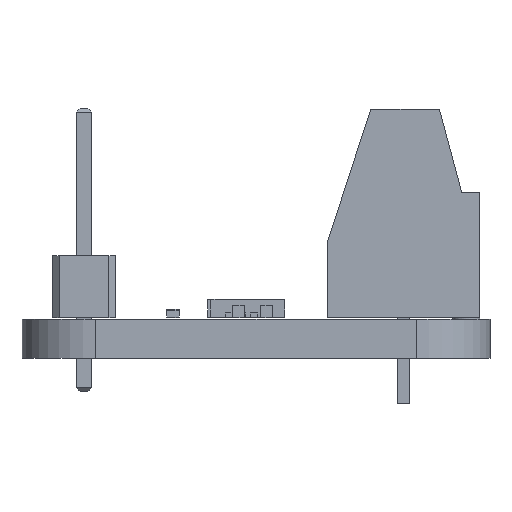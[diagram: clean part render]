
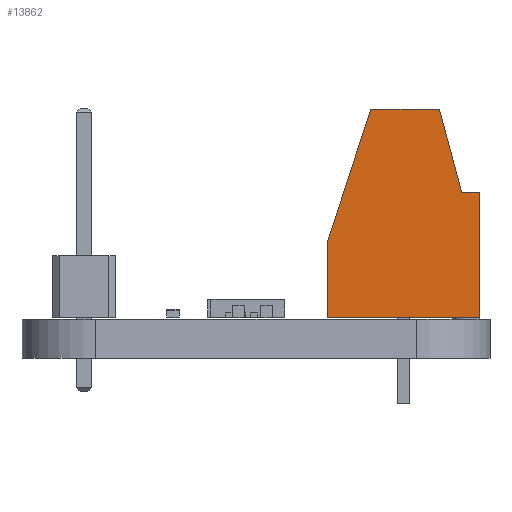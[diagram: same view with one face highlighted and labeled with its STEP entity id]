
A CAD part, front view. The second image highlights one B-rep face of the part: STEP entity #13862.
In plain terms, the highlighted face is planar.
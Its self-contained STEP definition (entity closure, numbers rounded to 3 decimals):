
#13153 = VERTEX_POINT('',#13154);
#13154 = CARTESIAN_POINT('',(-1.5,-3.1,0.));
#13163 = PLANE('',#13164);
#13164 = AXIS2_PLACEMENT_3D('',#13165,#13166,#13167);
#13165 = CARTESIAN_POINT('',(-1.5,-3.1,0.));
#13166 = DIRECTION('',(0.,0.,1.));
#13167 = DIRECTION('',(0.,1.,0.));
#13175 = PLANE('',#13176);
#13176 = AXIS2_PLACEMENT_3D('',#13177,#13178,#13179);
#13177 = CARTESIAN_POINT('',(-1.5,-3.1,8.5));
#13178 = DIRECTION('',(0.,1.,0.));
#13179 = DIRECTION('',(0.,0.,-1.));
#13216 = VERTEX_POINT('',#13217);
#13217 = CARTESIAN_POINT('',(-1.5,3.1,0.));
#13231 = PLANE('',#13232);
#13232 = AXIS2_PLACEMENT_3D('',#13233,#13234,#13235);
#13233 = CARTESIAN_POINT('',(-1.5,3.1,0.));
#13234 = DIRECTION('',(0.,-1.,0.));
#13235 = DIRECTION('',(0.,0.,1.));
#13243 = EDGE_CURVE('',#13153,#13216,#13244,.T.);
#13244 = SURFACE_CURVE('',#13245,(#13249,#13256),.PCURVE_S1.);
#13245 = LINE('',#13246,#13247);
#13246 = CARTESIAN_POINT('',(-1.5,-3.1,0.));
#13247 = VECTOR('',#13248,1.);
#13248 = DIRECTION('',(0.,1.,0.));
#13249 = PCURVE('',#13163,#13250);
#13250 = DEFINITIONAL_REPRESENTATION('',(#13251),#13255);
#13251 = LINE('',#13252,#13253);
#13252 = CARTESIAN_POINT('',(0.,0.));
#13253 = VECTOR('',#13254,1.);
#13254 = DIRECTION('',(1.,0.));
#13255 = ( GEOMETRIC_REPRESENTATION_CONTEXT(2) 
PARAMETRIC_REPRESENTATION_CONTEXT() REPRESENTATION_CONTEXT('2D SPACE',''
  ) );
#13256 = PCURVE('',#13257,#13262);
#13257 = PLANE('',#13258);
#13258 = AXIS2_PLACEMENT_3D('',#13259,#13260,#13261);
#13259 = CARTESIAN_POINT('',(-1.5,0.,4.25));
#13260 = DIRECTION('',(1.,0.,0.));
#13261 = DIRECTION('',(0.,0.,1.));
#13262 = DEFINITIONAL_REPRESENTATION('',(#13263),#13267);
#13263 = LINE('',#13264,#13265);
#13264 = CARTESIAN_POINT('',(-4.25,3.1));
#13265 = VECTOR('',#13266,1.);
#13266 = DIRECTION('',(0.,-1.));
#13267 = ( GEOMETRIC_REPRESENTATION_CONTEXT(2) 
PARAMETRIC_REPRESENTATION_CONTEXT() REPRESENTATION_CONTEXT('2D SPACE',''
  ) );
#13562 = EDGE_CURVE('',#13563,#13153,#13565,.T.);
#13563 = VERTEX_POINT('',#13564);
#13564 = CARTESIAN_POINT('',(-1.5,-3.1,5.1));
#13565 = SURFACE_CURVE('',#13566,(#13570,#13577),.PCURVE_S1.);
#13566 = LINE('',#13567,#13568);
#13567 = CARTESIAN_POINT('',(-1.5,-3.1,8.5));
#13568 = VECTOR('',#13569,1.);
#13569 = DIRECTION('',(0.,0.,-1.));
#13570 = PCURVE('',#13175,#13571);
#13571 = DEFINITIONAL_REPRESENTATION('',(#13572),#13576);
#13572 = LINE('',#13573,#13574);
#13573 = CARTESIAN_POINT('',(0.,0.));
#13574 = VECTOR('',#13575,1.);
#13575 = DIRECTION('',(1.,0.));
#13576 = ( GEOMETRIC_REPRESENTATION_CONTEXT(2) 
PARAMETRIC_REPRESENTATION_CONTEXT() REPRESENTATION_CONTEXT('2D SPACE',''
  ) );
#13577 = PCURVE('',#13257,#13578);
#13578 = DEFINITIONAL_REPRESENTATION('',(#13579),#13583);
#13579 = LINE('',#13580,#13581);
#13580 = CARTESIAN_POINT('',(4.25,3.1));
#13581 = VECTOR('',#13582,1.);
#13582 = DIRECTION('',(-1.,0.));
#13583 = ( GEOMETRIC_REPRESENTATION_CONTEXT(2) 
PARAMETRIC_REPRESENTATION_CONTEXT() REPRESENTATION_CONTEXT('2D SPACE',''
  ) );
#13601 = PLANE('',#13602);
#13602 = AXIS2_PLACEMENT_3D('',#13603,#13604,#13605);
#13603 = CARTESIAN_POINT('',(-1.5,-2.36,5.1));
#13604 = DIRECTION('',(0.,0.,-1.));
#13605 = DIRECTION('',(0.,-1.,0.));
#13862 = ADVANCED_FACE('',(#13863),#13257,.F.);
#13863 = FACE_BOUND('',#13864,.F.);
#13864 = EDGE_LOOP('',(#13865,#13888,#13889,#13890,#13913,#13941,#13969)
  );
#13865 = ORIENTED_EDGE('',*,*,#13866,.T.);
#13866 = EDGE_CURVE('',#13867,#13563,#13869,.T.);
#13867 = VERTEX_POINT('',#13868);
#13868 = CARTESIAN_POINT('',(-1.5,-2.36,5.1));
#13869 = SURFACE_CURVE('',#13870,(#13874,#13881),.PCURVE_S1.);
#13870 = LINE('',#13871,#13872);
#13871 = CARTESIAN_POINT('',(-1.5,-2.36,5.1));
#13872 = VECTOR('',#13873,1.);
#13873 = DIRECTION('',(0.,-1.,0.));
#13874 = PCURVE('',#13257,#13875);
#13875 = DEFINITIONAL_REPRESENTATION('',(#13876),#13880);
#13876 = LINE('',#13877,#13878);
#13877 = CARTESIAN_POINT('',(0.85,2.36));
#13878 = VECTOR('',#13879,1.);
#13879 = DIRECTION('',(0.,1.));
#13880 = ( GEOMETRIC_REPRESENTATION_CONTEXT(2) 
PARAMETRIC_REPRESENTATION_CONTEXT() REPRESENTATION_CONTEXT('2D SPACE',''
  ) );
#13881 = PCURVE('',#13601,#13882);
#13882 = DEFINITIONAL_REPRESENTATION('',(#13883),#13887);
#13883 = LINE('',#13884,#13885);
#13884 = CARTESIAN_POINT('',(0.,-0.));
#13885 = VECTOR('',#13886,1.);
#13886 = DIRECTION('',(1.,0.));
#13887 = ( GEOMETRIC_REPRESENTATION_CONTEXT(2) 
PARAMETRIC_REPRESENTATION_CONTEXT() REPRESENTATION_CONTEXT('2D SPACE',''
  ) );
#13888 = ORIENTED_EDGE('',*,*,#13562,.T.);
#13889 = ORIENTED_EDGE('',*,*,#13243,.T.);
#13890 = ORIENTED_EDGE('',*,*,#13891,.T.);
#13891 = EDGE_CURVE('',#13216,#13892,#13894,.T.);
#13892 = VERTEX_POINT('',#13893);
#13893 = CARTESIAN_POINT('',(-1.5,3.1,3.114));
#13894 = SURFACE_CURVE('',#13895,(#13899,#13906),.PCURVE_S1.);
#13895 = LINE('',#13896,#13897);
#13896 = CARTESIAN_POINT('',(-1.5,3.1,0.));
#13897 = VECTOR('',#13898,1.);
#13898 = DIRECTION('',(0.,0.,1.));
#13899 = PCURVE('',#13257,#13900);
#13900 = DEFINITIONAL_REPRESENTATION('',(#13901),#13905);
#13901 = LINE('',#13902,#13903);
#13902 = CARTESIAN_POINT('',(-4.25,-3.1));
#13903 = VECTOR('',#13904,1.);
#13904 = DIRECTION('',(1.,0.));
#13905 = ( GEOMETRIC_REPRESENTATION_CONTEXT(2) 
PARAMETRIC_REPRESENTATION_CONTEXT() REPRESENTATION_CONTEXT('2D SPACE',''
  ) );
#13906 = PCURVE('',#13231,#13907);
#13907 = DEFINITIONAL_REPRESENTATION('',(#13908),#13912);
#13908 = LINE('',#13909,#13910);
#13909 = CARTESIAN_POINT('',(0.,0.));
#13910 = VECTOR('',#13911,1.);
#13911 = DIRECTION('',(1.,0.));
#13912 = ( GEOMETRIC_REPRESENTATION_CONTEXT(2) 
PARAMETRIC_REPRESENTATION_CONTEXT() REPRESENTATION_CONTEXT('2D SPACE',''
  ) );
#13913 = ORIENTED_EDGE('',*,*,#13914,.F.);
#13914 = EDGE_CURVE('',#13915,#13892,#13917,.T.);
#13915 = VERTEX_POINT('',#13916);
#13916 = CARTESIAN_POINT('',(-1.5,1.35,8.5));
#13917 = SURFACE_CURVE('',#13918,(#13922,#13929),.PCURVE_S1.);
#13918 = LINE('',#13919,#13920);
#13919 = CARTESIAN_POINT('',(-1.5,1.35,8.5));
#13920 = VECTOR('',#13921,1.);
#13921 = DIRECTION('',(0.,0.309,-0.951));
#13922 = PCURVE('',#13257,#13923);
#13923 = DEFINITIONAL_REPRESENTATION('',(#13924),#13928);
#13924 = LINE('',#13925,#13926);
#13925 = CARTESIAN_POINT('',(4.25,-1.35));
#13926 = VECTOR('',#13927,1.);
#13927 = DIRECTION('',(-0.951,-0.309));
#13928 = ( GEOMETRIC_REPRESENTATION_CONTEXT(2) 
PARAMETRIC_REPRESENTATION_CONTEXT() REPRESENTATION_CONTEXT('2D SPACE',''
  ) );
#13929 = PCURVE('',#13930,#13935);
#13930 = PLANE('',#13931);
#13931 = AXIS2_PLACEMENT_3D('',#13932,#13933,#13934);
#13932 = CARTESIAN_POINT('',(-1.5,1.35,8.5));
#13933 = DIRECTION('',(0.,0.951,0.309));
#13934 = DIRECTION('',(0.,0.309,-0.951));
#13935 = DEFINITIONAL_REPRESENTATION('',(#13936),#13940);
#13936 = LINE('',#13937,#13938);
#13937 = CARTESIAN_POINT('',(0.,0.));
#13938 = VECTOR('',#13939,1.);
#13939 = DIRECTION('',(1.,0.));
#13940 = ( GEOMETRIC_REPRESENTATION_CONTEXT(2) 
PARAMETRIC_REPRESENTATION_CONTEXT() REPRESENTATION_CONTEXT('2D SPACE',''
  ) );
#13941 = ORIENTED_EDGE('',*,*,#13942,.T.);
#13942 = EDGE_CURVE('',#13915,#13943,#13945,.T.);
#13943 = VERTEX_POINT('',#13944);
#13944 = CARTESIAN_POINT('',(-1.5,-1.45,8.5));
#13945 = SURFACE_CURVE('',#13946,(#13950,#13957),.PCURVE_S1.);
#13946 = LINE('',#13947,#13948);
#13947 = CARTESIAN_POINT('',(-1.5,3.1,8.5));
#13948 = VECTOR('',#13949,1.);
#13949 = DIRECTION('',(0.,-1.,0.));
#13950 = PCURVE('',#13257,#13951);
#13951 = DEFINITIONAL_REPRESENTATION('',(#13952),#13956);
#13952 = LINE('',#13953,#13954);
#13953 = CARTESIAN_POINT('',(4.25,-3.1));
#13954 = VECTOR('',#13955,1.);
#13955 = DIRECTION('',(0.,1.));
#13956 = ( GEOMETRIC_REPRESENTATION_CONTEXT(2) 
PARAMETRIC_REPRESENTATION_CONTEXT() REPRESENTATION_CONTEXT('2D SPACE',''
  ) );
#13957 = PCURVE('',#13958,#13963);
#13958 = PLANE('',#13959);
#13959 = AXIS2_PLACEMENT_3D('',#13960,#13961,#13962);
#13960 = CARTESIAN_POINT('',(-1.5,3.1,8.5));
#13961 = DIRECTION('',(0.,0.,-1.));
#13962 = DIRECTION('',(0.,-1.,0.));
#13963 = DEFINITIONAL_REPRESENTATION('',(#13964),#13968);
#13964 = LINE('',#13965,#13966);
#13965 = CARTESIAN_POINT('',(0.,-0.));
#13966 = VECTOR('',#13967,1.);
#13967 = DIRECTION('',(1.,0.));
#13968 = ( GEOMETRIC_REPRESENTATION_CONTEXT(2) 
PARAMETRIC_REPRESENTATION_CONTEXT() REPRESENTATION_CONTEXT('2D SPACE',''
  ) );
#13969 = ORIENTED_EDGE('',*,*,#13970,.T.);
#13970 = EDGE_CURVE('',#13943,#13867,#13971,.T.);
#13971 = SURFACE_CURVE('',#13972,(#13976,#13983),.PCURVE_S1.);
#13972 = LINE('',#13973,#13974);
#13973 = CARTESIAN_POINT('',(-1.5,-1.45,8.5));
#13974 = VECTOR('',#13975,1.);
#13975 = DIRECTION('',(0.,-0.259,-0.966));
#13976 = PCURVE('',#13257,#13977);
#13977 = DEFINITIONAL_REPRESENTATION('',(#13978),#13982);
#13978 = LINE('',#13979,#13980);
#13979 = CARTESIAN_POINT('',(4.25,1.45));
#13980 = VECTOR('',#13981,1.);
#13981 = DIRECTION('',(-0.966,0.259));
#13982 = ( GEOMETRIC_REPRESENTATION_CONTEXT(2) 
PARAMETRIC_REPRESENTATION_CONTEXT() REPRESENTATION_CONTEXT('2D SPACE',''
  ) );
#13983 = PCURVE('',#13984,#13989);
#13984 = PLANE('',#13985);
#13985 = AXIS2_PLACEMENT_3D('',#13986,#13987,#13988);
#13986 = CARTESIAN_POINT('',(-1.5,-1.45,8.5));
#13987 = DIRECTION('',(0.,0.966,-0.259));
#13988 = DIRECTION('',(0.,-0.259,-0.966));
#13989 = DEFINITIONAL_REPRESENTATION('',(#13990),#13994);
#13990 = LINE('',#13991,#13992);
#13991 = CARTESIAN_POINT('',(0.,0.));
#13992 = VECTOR('',#13993,1.);
#13993 = DIRECTION('',(1.,0.));
#13994 = ( GEOMETRIC_REPRESENTATION_CONTEXT(2) 
PARAMETRIC_REPRESENTATION_CONTEXT() REPRESENTATION_CONTEXT('2D SPACE',''
  ) );
